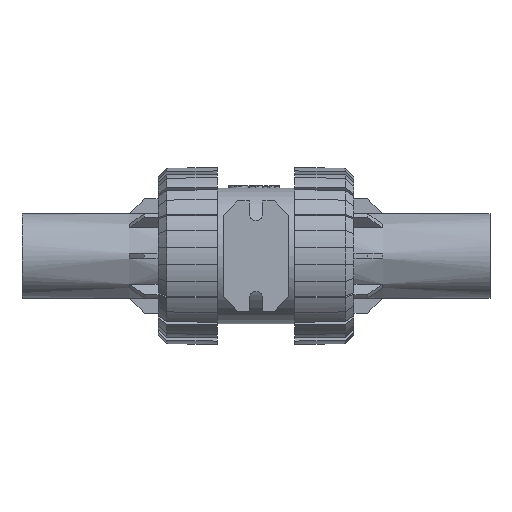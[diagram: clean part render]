
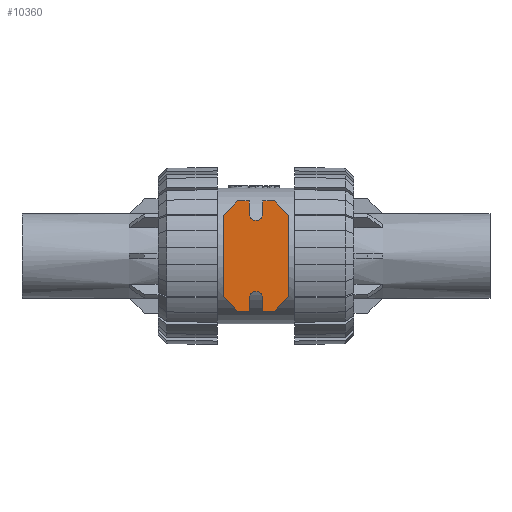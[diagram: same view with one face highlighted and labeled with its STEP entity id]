
A CAD part, front view. The second image highlights one B-rep face of the part: STEP entity #10360.
In plain terms, the highlighted planar face has unit normal (0, -1, 0).
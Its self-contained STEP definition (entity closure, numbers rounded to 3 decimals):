
#907=CIRCLE('',#11271,3.2);
#908=CIRCLE('',#11280,3.2);
#1133=PLANE('',#11284);
#1692=FACE_OUTER_BOUND('',#2244,.T.);
#2244=EDGE_LOOP('',(#9098,#9099,#9100,#9101,#9102,#9103,#9104,#9105,#9106,
#9107,#9108,#9109,#9110,#9111,#9112,#9113));
#2832=LINE('',#20499,#3496);
#2884=LINE('',#20614,#3548);
#2886=LINE('',#20618,#3550);
#2888=LINE('',#20622,#3552);
#2891=LINE('',#20630,#3555);
#2893=LINE('',#20634,#3557);
#2895=LINE('',#20638,#3559);
#2897=LINE('',#20642,#3561);
#2899=LINE('',#20646,#3563);
#2901=LINE('',#20650,#3565);
#2903=LINE('',#20654,#3567);
#2906=LINE('',#20662,#3570);
#2908=LINE('',#20666,#3572);
#2909=LINE('',#20668,#3573);
#3496=VECTOR('',#13508,1.);
#3548=VECTOR('',#13616,1.);
#3550=VECTOR('',#13620,1.);
#3552=VECTOR('',#13624,1.);
#3555=VECTOR('',#13633,1.);
#3557=VECTOR('',#13637,1.);
#3559=VECTOR('',#13641,1.);
#3561=VECTOR('',#13645,1.);
#3563=VECTOR('',#13649,1.);
#3565=VECTOR('',#13653,1.);
#3567=VECTOR('',#13657,1.);
#3570=VECTOR('',#13666,1.);
#3572=VECTOR('',#13670,1.);
#3573=VECTOR('',#13673,1.);
#4695=VERTEX_POINT('',#20496);
#4696=VERTEX_POINT('',#20498);
#4731=VERTEX_POINT('',#20612);
#4732=VERTEX_POINT('',#20616);
#4733=VERTEX_POINT('',#20620);
#4734=VERTEX_POINT('',#20624);
#4735=VERTEX_POINT('',#20628);
#4736=VERTEX_POINT('',#20632);
#4737=VERTEX_POINT('',#20636);
#4738=VERTEX_POINT('',#20640);
#4739=VERTEX_POINT('',#20644);
#4740=VERTEX_POINT('',#20648);
#4741=VERTEX_POINT('',#20652);
#4742=VERTEX_POINT('',#20656);
#4743=VERTEX_POINT('',#20660);
#4744=VERTEX_POINT('',#20664);
#6136=EDGE_CURVE('',#4696,#4695,#2832,.T.);
#6194=EDGE_CURVE('',#4695,#4731,#2884,.T.);
#6196=EDGE_CURVE('',#4731,#4732,#2886,.T.);
#6198=EDGE_CURVE('',#4732,#4733,#2888,.T.);
#6200=EDGE_CURVE('',#4733,#4734,#907,.T.);
#6202=EDGE_CURVE('',#4734,#4735,#2891,.T.);
#6204=EDGE_CURVE('',#4735,#4736,#2893,.T.);
#6206=EDGE_CURVE('',#4736,#4737,#2895,.T.);
#6208=EDGE_CURVE('',#4737,#4738,#2897,.T.);
#6210=EDGE_CURVE('',#4738,#4739,#2899,.T.);
#6212=EDGE_CURVE('',#4739,#4740,#2901,.T.);
#6214=EDGE_CURVE('',#4740,#4741,#2903,.T.);
#6216=EDGE_CURVE('',#4741,#4742,#908,.T.);
#6218=EDGE_CURVE('',#4742,#4743,#2906,.T.);
#6220=EDGE_CURVE('',#4743,#4744,#2908,.T.);
#6221=EDGE_CURVE('',#4744,#4696,#2909,.T.);
#9098=ORIENTED_EDGE('',*,*,#6136,.T.);
#9099=ORIENTED_EDGE('',*,*,#6194,.T.);
#9100=ORIENTED_EDGE('',*,*,#6196,.T.);
#9101=ORIENTED_EDGE('',*,*,#6198,.T.);
#9102=ORIENTED_EDGE('',*,*,#6200,.T.);
#9103=ORIENTED_EDGE('',*,*,#6202,.T.);
#9104=ORIENTED_EDGE('',*,*,#6204,.T.);
#9105=ORIENTED_EDGE('',*,*,#6206,.T.);
#9106=ORIENTED_EDGE('',*,*,#6208,.T.);
#9107=ORIENTED_EDGE('',*,*,#6210,.T.);
#9108=ORIENTED_EDGE('',*,*,#6212,.T.);
#9109=ORIENTED_EDGE('',*,*,#6214,.T.);
#9110=ORIENTED_EDGE('',*,*,#6216,.T.);
#9111=ORIENTED_EDGE('',*,*,#6218,.T.);
#9112=ORIENTED_EDGE('',*,*,#6220,.T.);
#9113=ORIENTED_EDGE('',*,*,#6221,.T.);
#10360=ADVANCED_FACE('',(#1692),#1133,.F.);
#11271=AXIS2_PLACEMENT_3D('',#20626,#13628,#13629);
#11280=AXIS2_PLACEMENT_3D('',#20658,#13661,#13662);
#11284=AXIS2_PLACEMENT_3D('',#20669,#13674,#13675);
#13508=DIRECTION('',(0.,0.,-1.));
#13616=DIRECTION('',(0.707,0.,-0.707));
#13620=DIRECTION('',(1.,0.,0.));
#13624=DIRECTION('',(0.,0.,1.));
#13628=DIRECTION('center_axis',(0.,1.,0.));
#13629=DIRECTION('ref_axis',(-1.,0.,0.));
#13633=DIRECTION('',(0.,0.,-1.));
#13637=DIRECTION('',(1.,0.,0.));
#13641=DIRECTION('',(0.707,0.,0.707));
#13645=DIRECTION('',(0.,0.,1.));
#13649=DIRECTION('',(-0.707,0.,0.707));
#13653=DIRECTION('',(-1.,0.,0.));
#13657=DIRECTION('',(0.,0.,-1.));
#13661=DIRECTION('center_axis',(0.,1.,0.));
#13662=DIRECTION('ref_axis',(1.,0.,0.));
#13666=DIRECTION('',(0.,0.,1.));
#13670=DIRECTION('',(-1.,0.,0.));
#13673=DIRECTION('',(-0.707,0.,-0.707));
#13674=DIRECTION('center_axis',(0.,1.,0.));
#13675=DIRECTION('ref_axis',(1.,0.,0.));
#20496=CARTESIAN_POINT('',(-15.5,-51.,-19.2));
#20498=CARTESIAN_POINT('',(-15.5,-51.,19.2));
#20499=CARTESIAN_POINT('',(-15.5,-51.,0.));
#20612=CARTESIAN_POINT('',(-8.7,-51.,-26.));
#20614=CARTESIAN_POINT('',(-15.5,-51.,-19.2));
#20616=CARTESIAN_POINT('',(-3.2,-51.,-26.));
#20618=CARTESIAN_POINT('',(-8.7,-51.,-26.));
#20620=CARTESIAN_POINT('',(-3.2,-51.,-20.));
#20622=CARTESIAN_POINT('',(-3.2,-51.,-26.));
#20624=CARTESIAN_POINT('',(3.2,-51.,-20.));
#20626=CARTESIAN_POINT('Origin',(0.,-51.,-20.));
#20628=CARTESIAN_POINT('',(3.2,-51.,-26.));
#20630=CARTESIAN_POINT('',(3.2,-51.,-20.));
#20632=CARTESIAN_POINT('',(8.7,-51.,-26.));
#20634=CARTESIAN_POINT('',(3.2,-51.,-26.));
#20636=CARTESIAN_POINT('',(15.5,-51.,-19.2));
#20638=CARTESIAN_POINT('',(8.7,-51.,-26.));
#20640=CARTESIAN_POINT('',(15.5,-51.,19.2));
#20642=CARTESIAN_POINT('',(15.5,-51.,-19.2));
#20644=CARTESIAN_POINT('',(8.7,-51.,26.));
#20646=CARTESIAN_POINT('',(15.5,-51.,19.2));
#20648=CARTESIAN_POINT('',(3.2,-51.,26.));
#20650=CARTESIAN_POINT('',(8.7,-51.,26.));
#20652=CARTESIAN_POINT('',(3.2,-51.,20.));
#20654=CARTESIAN_POINT('',(3.2,-51.,26.));
#20656=CARTESIAN_POINT('',(-3.2,-51.,20.));
#20658=CARTESIAN_POINT('Origin',(0.,-51.,20.));
#20660=CARTESIAN_POINT('',(-3.2,-51.,26.));
#20662=CARTESIAN_POINT('',(-3.2,-51.,20.));
#20664=CARTESIAN_POINT('',(-8.7,-51.,26.));
#20666=CARTESIAN_POINT('',(-3.2,-51.,26.));
#20668=CARTESIAN_POINT('',(-8.7,-51.,26.));
#20669=CARTESIAN_POINT('Origin',(0.,-51.,0.));
